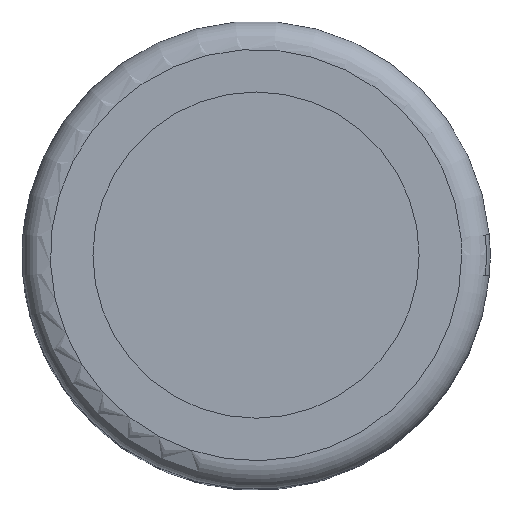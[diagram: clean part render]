
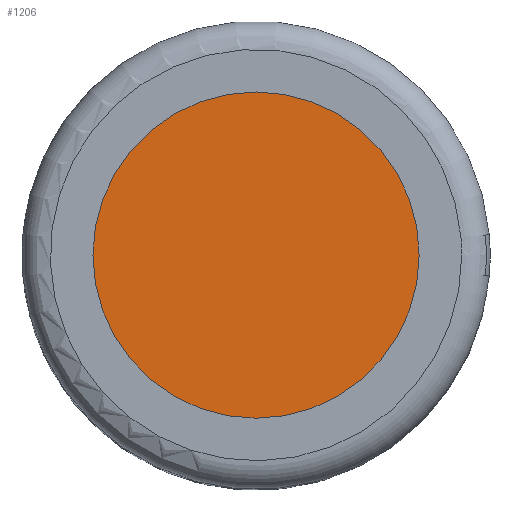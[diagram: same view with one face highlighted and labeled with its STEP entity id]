
A CAD part, top view. The second image highlights one B-rep face of the part: STEP entity #1206.
In plain terms, the highlighted planar face has unit normal (0, 0, 1).
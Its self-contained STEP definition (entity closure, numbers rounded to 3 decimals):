
#246=PLANE('',#1357);
#335=FACE_OUTER_BOUND('',#432,.T.);
#432=EDGE_LOOP('',(#1043));
#509=CIRCLE('',#1355,5.758);
#616=VERTEX_POINT('',#2072);
#763=EDGE_CURVE('',#616,#616,#509,.T.);
#1043=ORIENTED_EDGE('',*,*,#763,.T.);
#1206=ADVANCED_FACE('',(#335),#246,.T.);
#1355=AXIS2_PLACEMENT_3D('',#2073,#1701,#1702);
#1357=AXIS2_PLACEMENT_3D('',#2075,#1705,#1706);
#1701=DIRECTION('center_axis',(0.,0.,1.));
#1702=DIRECTION('ref_axis',(1.,0.,0.));
#1705=DIRECTION('center_axis',(0.,0.,1.));
#1706=DIRECTION('ref_axis',(1.,0.,0.));
#2072=CARTESIAN_POINT('',(5.758,0.,26.2));
#2073=CARTESIAN_POINT('Origin',(0.,0.,26.2));
#2075=CARTESIAN_POINT('Origin',(0.,0.,26.2));
